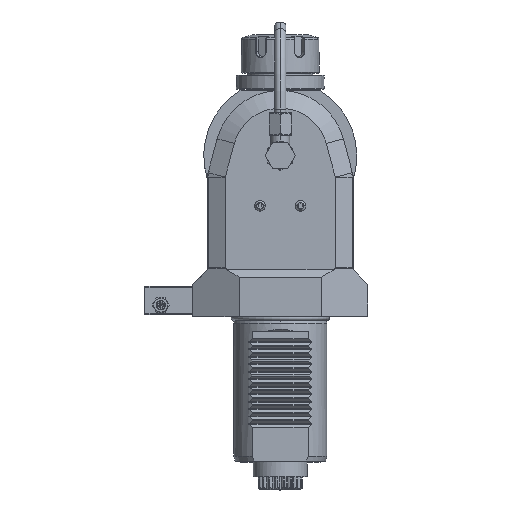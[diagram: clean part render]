
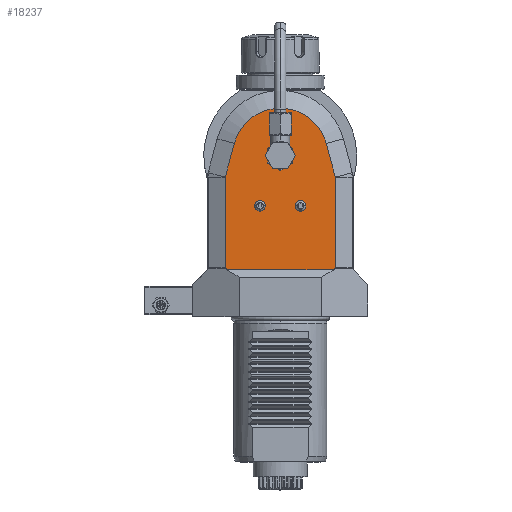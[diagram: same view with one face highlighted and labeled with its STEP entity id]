
A CAD part, top view. The second image highlights one B-rep face of the part: STEP entity #18237.
In plain terms, the highlighted planar face has unit normal (0, 0, 1).
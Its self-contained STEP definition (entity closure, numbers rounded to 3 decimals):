
#425=DIRECTION('',(0.,-1.,0.));
#426=VECTOR('',#425,0.714);
#427=CARTESIAN_POINT('',(-28.928,-60.286,40.));
#428=LINE('',#427,#426);
#453=DIRECTION('',(0.,-1.,0.));
#454=VECTOR('',#453,0.714);
#455=CARTESIAN_POINT('',(28.928,-60.286,40.));
#456=LINE('',#455,#454);
#696=DIRECTION('',(-1.,0.,0.));
#697=VECTOR('',#696,57.856);
#698=CARTESIAN_POINT('',(28.928,-61.,40.));
#699=LINE('',#698,#697);
#700=DIRECTION('',(0.894,-0.447,0.));
#701=VECTOR('',#700,0.639);
#702=CARTESIAN_POINT('',(-29.5,-60.,40.));
#703=LINE('',#702,#701);
#704=DIRECTION('',(0.,-1.,0.));
#705=VECTOR('',#704,48.363);
#706=CARTESIAN_POINT('',(-29.5,-11.637,40.));
#707=LINE('',#706,#705);
#708=CARTESIAN_POINT('',(-29.,-11.637,40.));
#709=DIRECTION('',(0.,0.,1.));
#710=DIRECTION('',(-0.966,0.259,0.));
#711=AXIS2_PLACEMENT_3D('',#708,#709,#710);
#713=DIRECTION('',(-0.259,-0.966,0.));
#714=VECTOR('',#713,18.746);
#715=CARTESIAN_POINT('',(-24.631,6.6,40.));
#716=LINE('',#715,#714);
#717=CARTESIAN_POINT('',(0.,0.,40.));
#718=DIRECTION('',(0.,0.,1.));
#719=DIRECTION('',(0.966,0.259,0.));
#720=AXIS2_PLACEMENT_3D('',#717,#718,#719);
#722=DIRECTION('',(-0.259,0.966,0.));
#723=VECTOR('',#722,18.746);
#724=CARTESIAN_POINT('',(29.483,-11.507,40.));
#725=LINE('',#724,#723);
#726=CARTESIAN_POINT('',(29.,-11.637,40.));
#727=DIRECTION('',(0.,0.,1.));
#728=DIRECTION('',(1.,0.,0.));
#729=AXIS2_PLACEMENT_3D('',#726,#727,#728);
#731=DIRECTION('',(0.,1.,0.));
#732=VECTOR('',#731,48.363);
#733=CARTESIAN_POINT('',(29.5,-60.,40.));
#734=LINE('',#733,#732);
#735=DIRECTION('',(0.894,0.447,0.));
#736=VECTOR('',#735,0.639);
#737=CARTESIAN_POINT('',(28.928,-60.286,40.));
#738=LINE('',#737,#736);
#739=CARTESIAN_POINT('',(0.,0.,40.));
#740=DIRECTION('',(0.,0.,1.));
#741=DIRECTION('',(1.,0.,0.));
#742=AXIS2_PLACEMENT_3D('',#739,#740,#741);
#744=CARTESIAN_POINT('',(0.,0.,40.));
#745=DIRECTION('',(0.,0.,1.));
#746=DIRECTION('',(-1.,0.,0.));
#747=AXIS2_PLACEMENT_3D('',#744,#745,#746);
#749=CARTESIAN_POINT('',(10.864,-26.888,40.));
#750=DIRECTION('',(0.,0.,1.));
#751=DIRECTION('',(-1.,0.,0.));
#752=AXIS2_PLACEMENT_3D('',#749,#750,#751);
#754=CARTESIAN_POINT('',(10.864,-26.888,40.));
#755=DIRECTION('',(0.,0.,1.));
#756=DIRECTION('',(1.,0.,0.));
#757=AXIS2_PLACEMENT_3D('',#754,#755,#756);
#759=CARTESIAN_POINT('',(-10.864,-26.888,40.));
#760=DIRECTION('',(0.,0.,1.));
#761=DIRECTION('',(-1.,0.,0.));
#762=AXIS2_PLACEMENT_3D('',#759,#760,#761);
#764=CARTESIAN_POINT('',(-10.864,-26.888,40.));
#765=DIRECTION('',(0.,0.,1.));
#766=DIRECTION('',(1.,0.,0.));
#767=AXIS2_PLACEMENT_3D('',#764,#765,#766);
#15760=CARTESIAN_POINT('',(24.631,6.6,40.));
#15761=CARTESIAN_POINT('',(-24.631,6.6,40.));
#15762=VERTEX_POINT('',#15760);
#15763=VERTEX_POINT('',#15761);
#15776=CARTESIAN_POINT('',(-29.483,-11.507,40.));
#15777=VERTEX_POINT('',#15776);
#15778=CARTESIAN_POINT('',(29.483,-11.507,40.));
#15779=VERTEX_POINT('',#15778);
#15780=CARTESIAN_POINT('',(-29.5,-11.637,40.));
#15781=VERTEX_POINT('',#15780);
#15782=CARTESIAN_POINT('',(29.5,-11.637,40.));
#15783=VERTEX_POINT('',#15782);
#15801=CARTESIAN_POINT('',(29.5,-60.,40.));
#15803=VERTEX_POINT('',#15801);
#15804=CARTESIAN_POINT('',(-29.5,-60.,40.));
#15806=VERTEX_POINT('',#15804);
#16118=CARTESIAN_POINT('',(-13.714,-26.888,40.));
#16119=CARTESIAN_POINT('',(-8.014,-26.888,40.));
#16120=VERTEX_POINT('',#16118);
#16121=VERTEX_POINT('',#16119);
#16154=CARTESIAN_POINT('',(8.014,-26.888,40.));
#16155=CARTESIAN_POINT('',(13.714,-26.888,40.));
#16156=VERTEX_POINT('',#16154);
#16157=VERTEX_POINT('',#16155);
#16998=CARTESIAN_POINT('',(6.5,0.,40.));
#16999=CARTESIAN_POINT('',(-6.5,0.,40.));
#17000=VERTEX_POINT('',#16998);
#17001=VERTEX_POINT('',#16999);
#17333=CARTESIAN_POINT('',(28.928,-60.286,40.));
#17334=VERTEX_POINT('',#17333);
#17335=CARTESIAN_POINT('',(-28.928,-60.286,40.));
#17336=VERTEX_POINT('',#17335);
#17519=CARTESIAN_POINT('',(-28.928,-61.,40.));
#17520=VERTEX_POINT('',#17519);
#17521=CARTESIAN_POINT('',(28.928,-61.,40.));
#17522=VERTEX_POINT('',#17521);
#18193=CARTESIAN_POINT('',(0.,0.,40.));
#18194=DIRECTION('',(0.,0.,1.));
#18195=DIRECTION('',(1.,0.,0.));
#18196=AXIS2_PLACEMENT_3D('',#18193,#18194,#18195);
#18197=PLANE('',#18196);
#18199=ORIENTED_EDGE('',*,*,#18198,.T.);
#18200=ORIENTED_EDGE('',*,*,#17810,.F.);
#18202=ORIENTED_EDGE('',*,*,#18201,.F.);
#18204=ORIENTED_EDGE('',*,*,#18203,.F.);
#18205=ORIENTED_EDGE('',*,*,#18185,.F.);
#18206=ORIENTED_EDGE('',*,*,#18146,.F.);
#18207=ORIENTED_EDGE('',*,*,#18129,.F.);
#18209=ORIENTED_EDGE('',*,*,#18208,.F.);
#18211=ORIENTED_EDGE('',*,*,#18210,.F.);
#18213=ORIENTED_EDGE('',*,*,#18212,.F.);
#18215=ORIENTED_EDGE('',*,*,#18214,.F.);
#18216=ORIENTED_EDGE('',*,*,#17844,.T.);
#18217=EDGE_LOOP('',(#18199,#18200,#18202,#18204,#18205,#18206,#18207,#18209,
#18211,#18213,#18215,#18216));
#18218=FACE_OUTER_BOUND('',#18217,.F.);
#18220=ORIENTED_EDGE('',*,*,#18219,.T.);
#18222=ORIENTED_EDGE('',*,*,#18221,.T.);
#18223=EDGE_LOOP('',(#18220,#18222));
#18224=FACE_BOUND('',#18223,.F.);
#18226=ORIENTED_EDGE('',*,*,#18225,.T.);
#18228=ORIENTED_EDGE('',*,*,#18227,.T.);
#18229=EDGE_LOOP('',(#18226,#18228));
#18230=FACE_BOUND('',#18229,.F.);
#18232=ORIENTED_EDGE('',*,*,#18231,.T.);
#18234=ORIENTED_EDGE('',*,*,#18233,.T.);
#18235=EDGE_LOOP('',(#18232,#18234));
#18236=FACE_BOUND('',#18235,.F.);
#712=CIRCLE('',#711,0.5);
#721=CIRCLE('',#720,25.5);
#730=CIRCLE('',#729,0.5);
#743=CIRCLE('',#742,6.5);
#748=CIRCLE('',#747,6.5);
#753=CIRCLE('',#752,2.85);
#758=CIRCLE('',#757,2.85);
#763=CIRCLE('',#762,2.85);
#768=CIRCLE('',#767,2.85);
#17810=EDGE_CURVE('',#17336,#17520,#428,.T.);
#17844=EDGE_CURVE('',#17334,#17522,#456,.T.);
#18129=EDGE_CURVE('',#15762,#15763,#721,.T.);
#18146=EDGE_CURVE('',#15763,#15777,#716,.T.);
#18185=EDGE_CURVE('',#15777,#15781,#712,.T.);
#18198=EDGE_CURVE('',#17522,#17520,#699,.T.);
#18201=EDGE_CURVE('',#15806,#17336,#703,.T.);
#18203=EDGE_CURVE('',#15781,#15806,#707,.T.);
#18208=EDGE_CURVE('',#15779,#15762,#725,.T.);
#18210=EDGE_CURVE('',#15783,#15779,#730,.T.);
#18212=EDGE_CURVE('',#15803,#15783,#734,.T.);
#18214=EDGE_CURVE('',#17334,#15803,#738,.T.);
#18219=EDGE_CURVE('',#17000,#17001,#743,.T.);
#18221=EDGE_CURVE('',#17001,#17000,#748,.T.);
#18225=EDGE_CURVE('',#16156,#16157,#753,.T.);
#18227=EDGE_CURVE('',#16157,#16156,#758,.T.);
#18231=EDGE_CURVE('',#16120,#16121,#763,.T.);
#18233=EDGE_CURVE('',#16121,#16120,#768,.T.);
#18237=ADVANCED_FACE('',(#18218,#18224,#18230,#18236),#18197,.T.);
